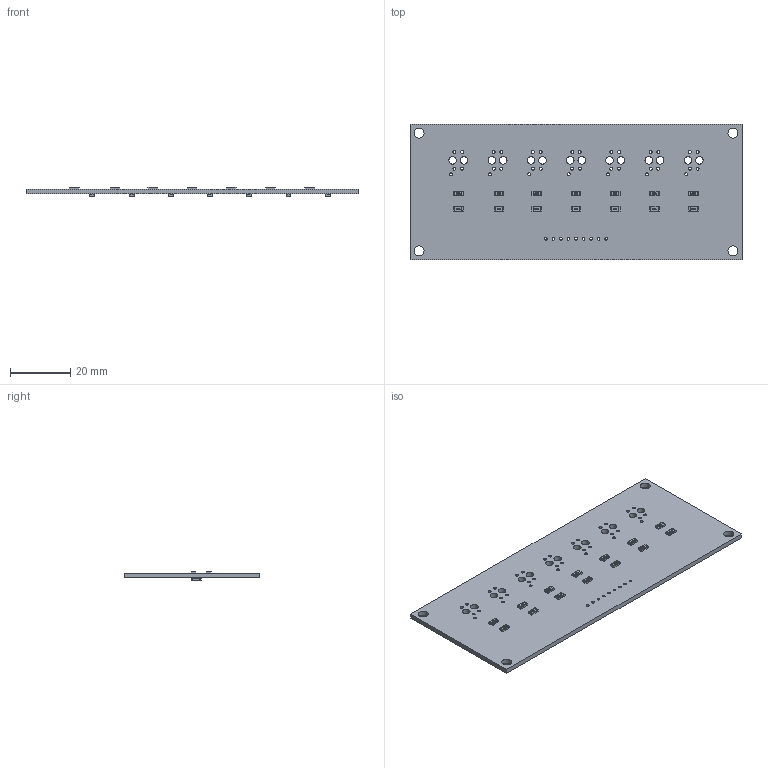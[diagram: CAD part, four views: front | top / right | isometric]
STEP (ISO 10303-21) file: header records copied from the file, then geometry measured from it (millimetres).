
FILE_DESCRIPTION(('Open CASCADE Model'),'2;1');
FILE_NAME('Open CASCADE Shape Model','2025-11-24T23:16:01',('Author'),( 'Open CASCADE'),'Open CASCADE STEP processor 7.5','Open CASCADE 7.5' ,'Unknown');
FILE_SCHEMA(('AUTOMOTIVE_DESIGN { 1 0 10303 214 1 1 1 1 }'));
Length unit declared in the file: millimetre
Products named in the file (26): PCB; Board; Open CASCADE STEP translator 7.5 1.1.1; R14; Resistor SMD 1206; R13; R12; R11; R10; R9; R8; R7; R6; R5; R4; R3; R2; R1; C7; capacitor 1206; C6; C5; C4; C3; C2; C1
Assembly tree (44 placements, depth 3):
  PCB
    Board
      Open CASCADE STEP translator 7.5 1.1.1
    R14
      Resistor SMD 1206
    R13
      Resistor SMD 1206
    R12
      Resistor SMD 1206
    R11
      Resistor SMD 1206
    R10
      Resistor SMD 1206
    R9
      Resistor SMD 1206
    R8
      Resistor SMD 1206
    R7
      Resistor SMD 1206
    R6
      Resistor SMD 1206
    R5
      Resistor SMD 1206
    R4
      Resistor SMD 1206
    R3
      Resistor SMD 1206
    R2
      Resistor SMD 1206
    R1
      Resistor SMD 1206
    C7
      capacitor 1206
    C6
      capacitor 1206
    C5
      capacitor 1206
    C4
      capacitor 1206
    C3
      capacitor 1206
    C2
      capacitor 1206
    C1
      capacitor 1206
Bounding box: 110 x 45 x 3.14 mm (x, y, z)
Volume: 7776.6 mm3; surface area: 11164.5 mm2
Topology: 64 solids, 64 shells, 1678 faces, 4286 edges, 2764 vertices
Faces by surface type: plane 916, bspline 518, cylinder 244
Full cylindrical faces by diameter (mm): 0.9 x9, 1 x35, 2.5 x14, 3.3 x4
Entity records: 10208 total; most frequent: CARTESIAN_POINT 3748, ORIENTED_EDGE 1098, DIRECTION 1029, EDGE_CURVE 549, AXIS2_PLACEMENT_3D 365, VERTEX_POINT 358, FACE_BOUND 339, EDGE_LOOP 339
